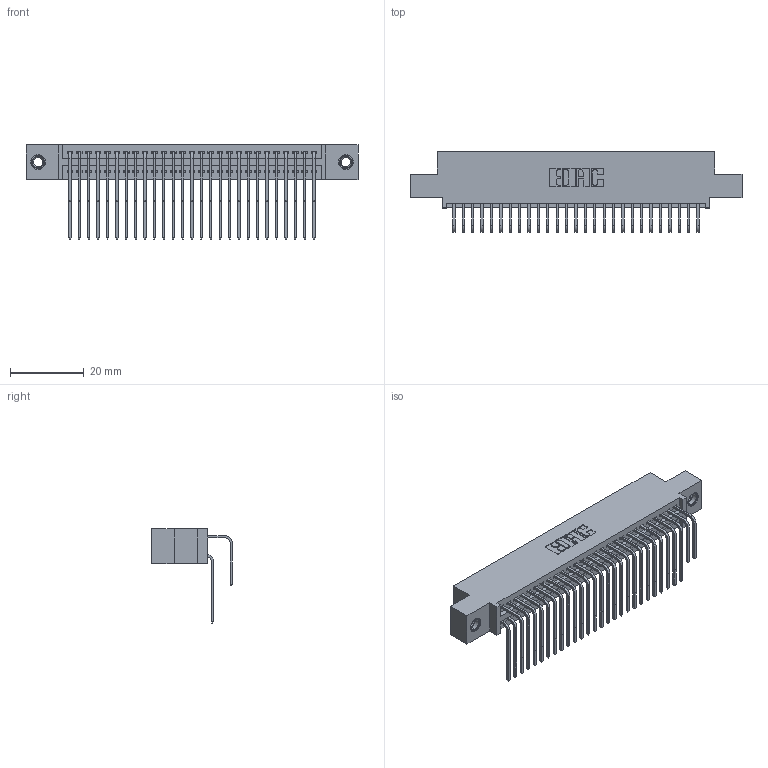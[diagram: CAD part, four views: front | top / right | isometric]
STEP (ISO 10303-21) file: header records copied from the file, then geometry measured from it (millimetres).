
FILE_DESCRIPTION (( 'STEP AP203' ), '1' );
FILE_NAME ('395-054-558-507.STEP', '2019-10-19T17:38:33', ( '' ), ( '' ), 'SwSTEP 2.0', 'SolidWorks 2016', '' );
FILE_SCHEMA (( 'CONFIG_CONTROL_DESIGN' ));
Length unit declared in the file: inch
Products named in the file (5): 395-054-558-507; 345 Part_0.110 Offset - 0.156 Dia-TI; 345-292-001_558 559 Tail - 1; 345-292-001_558 Tail - 2; 345-250-001_345-250-005-103
Assembly tree (57 placements, depth 2):
  395-054-558-507
    345 Part_0.110 Offset - 0.156 Dia-TI
    345-292-001_558 559 Tail - 1  x27
    345-292-001_558 Tail - 2  x27
    345-250-001_345-250-005-103  x2
Bounding box: 89.79 x 21.83 x 25.53 mm (x, y, z)
Volume: 8807.6 mm3; surface area: 14314.1 mm2
Topology: 57 solids, 57 shells, 2998 faces, 8859 edges, 5826 vertices
Faces by surface type: plane 2006, cylinder 976, cone 12, torus 4
Entity records: 26174 total; most frequent: CARTESIAN_POINT 4430, ORIENTED_EDGE 4306, DIRECTION 3923, EDGE_CURVE 2153, LINE 1853, VECTOR 1853, VERTEX_POINT 1428, AXIS2_PLACEMENT_3D 1035
